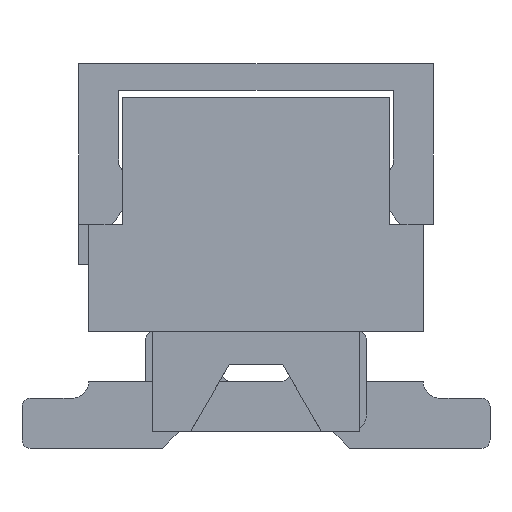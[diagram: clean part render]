
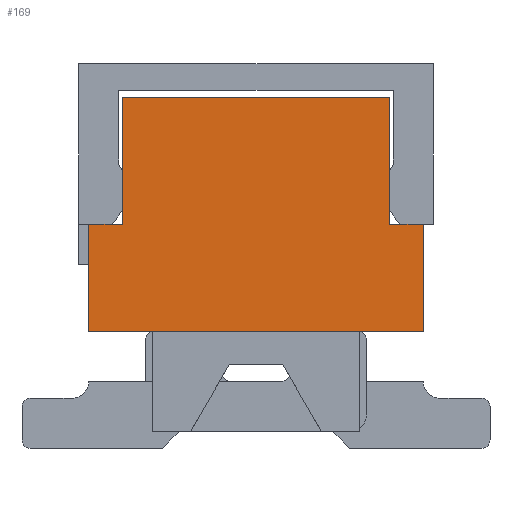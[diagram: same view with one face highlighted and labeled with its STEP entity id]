
A CAD part, left-side view. The second image highlights one B-rep face of the part: STEP entity #169.
In plain terms, the highlighted planar face has unit normal (-1, 0, 0).
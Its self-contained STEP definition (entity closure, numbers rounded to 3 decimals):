
#169=ADVANCED_FACE('',(#659),#660,.F.);
#659=FACE_OUTER_BOUND('',#1543,.T.);
#660=PLANE('',#1544);
#1543=EDGE_LOOP('',(#2779,#2780,#2781,#2782,#2783,#2784,#2785,#2786));
#1544=AXIS2_PLACEMENT_3D('',#2787,#2788,#2789);
#2779=ORIENTED_EDGE('',*,*,#6166,.F.);
#2780=ORIENTED_EDGE('',*,*,#6311,.T.);
#2781=ORIENTED_EDGE('',*,*,#6310,.T.);
#2782=ORIENTED_EDGE('',*,*,#6308,.T.);
#2783=ORIENTED_EDGE('',*,*,#6176,.T.);
#2784=ORIENTED_EDGE('',*,*,#6219,.T.);
#2785=ORIENTED_EDGE('',*,*,#6312,.F.);
#2786=ORIENTED_EDGE('',*,*,#6313,.F.);
#2787=CARTESIAN_POINT('',(-4.835,0.0,0.0));
#2788=DIRECTION('',(1.0,0.0,0.0));
#2789=DIRECTION('',(0.0,1.0,0.0));
#6166=EDGE_CURVE('',#7453,#7455,#7456,.T.);
#6176=EDGE_CURVE('',#7474,#7472,#7475,.T.);
#6219=EDGE_CURVE('',#7472,#7553,#7555,.T.);
#6308=EDGE_CURVE('',#7689,#7474,#7691,.T.);
#6310=EDGE_CURVE('',#7692,#7689,#7694,.T.);
#6311=EDGE_CURVE('',#7453,#7692,#7695,.T.);
#6312=EDGE_CURVE('',#7696,#7553,#7697,.T.);
#6313=EDGE_CURVE('',#7455,#7696,#7698,.T.);
#7453=VERTEX_POINT('',#9557);
#7455=VERTEX_POINT('',#9560);
#7456=LINE('',#9561,#9562);
#7472=VERTEX_POINT('',#9585);
#7474=VERTEX_POINT('',#9588);
#7475=LINE('',#9589,#9590);
#7553=VERTEX_POINT('',#9708);
#7555=LINE('',#9711,#9712);
#7689=VERTEX_POINT('',#9929);
#7691=LINE('',#9932,#9933);
#7692=VERTEX_POINT('',#9934);
#7694=LINE('',#9937,#9938);
#7695=LINE('',#9939,#9940);
#7696=VERTEX_POINT('',#9941);
#7697=LINE('',#9942,#9943);
#7698=LINE('',#9944,#9945);
#9557=CARTESIAN_POINT('',(-4.835,-2.0,0.8));
#9560=CARTESIAN_POINT('',(-4.835,-2.5,0.8));
#9561=CARTESIAN_POINT('',(-4.835,-2.0,0.8));
#9562=VECTOR('',#12668,1000.0);
#9585=CARTESIAN_POINT('',(-4.835,2.5,0.8));
#9588=CARTESIAN_POINT('',(-4.835,2.0,0.8));
#9589=CARTESIAN_POINT('',(-4.835,2.0,0.8));
#9590=VECTOR('',#12680,1000.0);
#9708=CARTESIAN_POINT('',(-4.835,2.5,-0.8));
#9711=CARTESIAN_POINT('',(-4.835,2.5,0.8));
#9712=VECTOR('',#12725,1000.0);
#9929=CARTESIAN_POINT('',(-4.835,2.0,2.7));
#9932=CARTESIAN_POINT('',(-4.835,2.0,2.7));
#9933=VECTOR('',#12822,1000.0);
#9934=CARTESIAN_POINT('',(-4.835,-2.0,2.7));
#9937=CARTESIAN_POINT('',(-4.835,-2.0,2.7));
#9938=VECTOR('',#12824,1000.0);
#9939=CARTESIAN_POINT('',(-4.835,-2.0,0.8));
#9940=VECTOR('',#12825,1000.0);
#9941=CARTESIAN_POINT('',(-4.835,-2.5,-0.8));
#9942=CARTESIAN_POINT('',(-4.835,-2.5,-0.8));
#9943=VECTOR('',#12826,1000.0);
#9944=CARTESIAN_POINT('',(-4.835,-2.5,0.8));
#9945=VECTOR('',#12827,1000.0);
#12668=DIRECTION('',(0.0,-1.0,0.0));
#12680=DIRECTION('',(0.0,1.0,0.0));
#12725=DIRECTION('',(0.0,0.0,-1.0));
#12822=DIRECTION('',(0.0,0.,-1.0));
#12824=DIRECTION('',(0.0,1.0,0.0));
#12825=DIRECTION('',(0.0,0.0,1.0));
#12826=DIRECTION('',(0.0,1.0,0.));
#12827=DIRECTION('',(0.0,0.0,-1.0));
